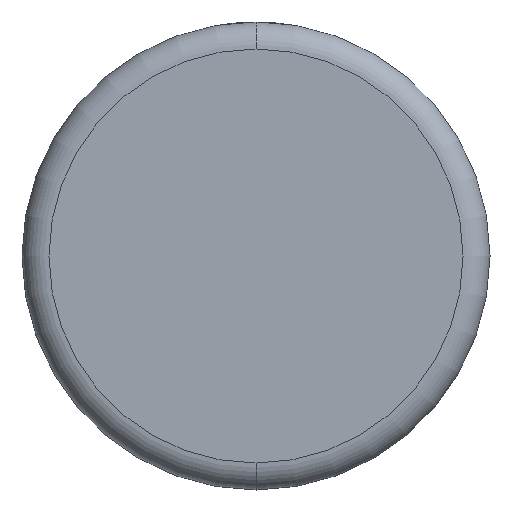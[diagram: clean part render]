
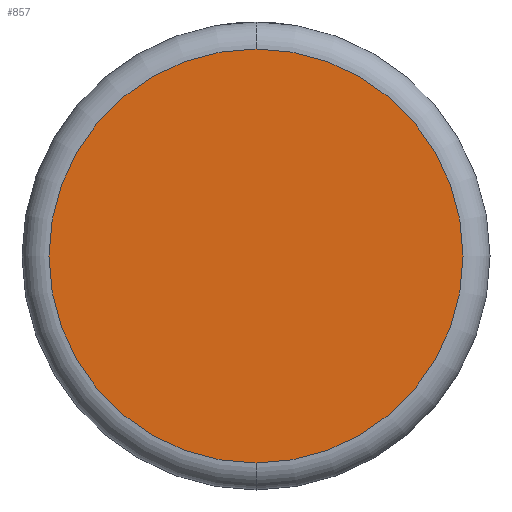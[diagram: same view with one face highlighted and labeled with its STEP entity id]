
A CAD part, front view. The second image highlights one B-rep face of the part: STEP entity #857.
In plain terms, the highlighted planar face has unit normal (0, -1, 0).
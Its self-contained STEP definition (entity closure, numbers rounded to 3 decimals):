
#331 = VERTEX_POINT ( 'NONE', #3954 ) ;
#347 = EDGE_LOOP ( 'NONE', ( #2074, #3824 ) ) ;
#454 = CARTESIAN_POINT ( 'NONE',  ( 0., 0., 0. ) ) ;
#748 = PLANE ( 'NONE',  #809 ) ;
#809 = AXIS2_PLACEMENT_3D ( 'NONE', #3571, #1375, #2937 ) ;
#857 = ADVANCED_FACE ( 'NONE', ( #2350 ), #748, .F. ) ;
#1044 = CIRCLE ( 'NONE', #2887, 18.138 ) ;
#1200 = DIRECTION ( 'NONE',  ( 0., 0., 1. ) ) ;
#1268 = AXIS2_PLACEMENT_3D ( 'NONE', #454, #1797, #1200 ) ;
#1369 = CARTESIAN_POINT ( 'NONE',  ( 0., 0., -18.138 ) ) ;
#1375 = DIRECTION ( 'NONE',  ( 0., 1., 0. ) ) ;
#1447 = DIRECTION ( 'NONE',  ( 0., -1., 0. ) ) ;
#1797 = DIRECTION ( 'NONE',  ( 0., -1., 0. ) ) ;
#2074 = ORIENTED_EDGE ( 'NONE', *, *, #3487, .T. ) ;
#2194 = EDGE_CURVE ( 'NONE', #3197, #331, #1044, .T. ) ;
#2350 = FACE_OUTER_BOUND ( 'NONE', #347, .T. ) ;
#2710 = DIRECTION ( 'NONE',  ( 0., 0., 1. ) ) ;
#2887 = AXIS2_PLACEMENT_3D ( 'NONE', #3401, #1447, #2710 ) ;
#2937 = DIRECTION ( 'NONE',  ( 0., 0., 1. ) ) ;
#3197 = VERTEX_POINT ( 'NONE', #1369 ) ;
#3401 = CARTESIAN_POINT ( 'NONE',  ( 0., 0., 0. ) ) ;
#3487 = EDGE_CURVE ( 'NONE', #331, #3197, #3904, .T. ) ;
#3571 = CARTESIAN_POINT ( 'NONE',  ( 0., 0., 0. ) ) ;
#3824 = ORIENTED_EDGE ( 'NONE', *, *, #2194, .T. ) ;
#3904 = CIRCLE ( 'NONE', #1268, 18.138 ) ;
#3954 = CARTESIAN_POINT ( 'NONE',  ( 0., 0., 18.138 ) ) ;
